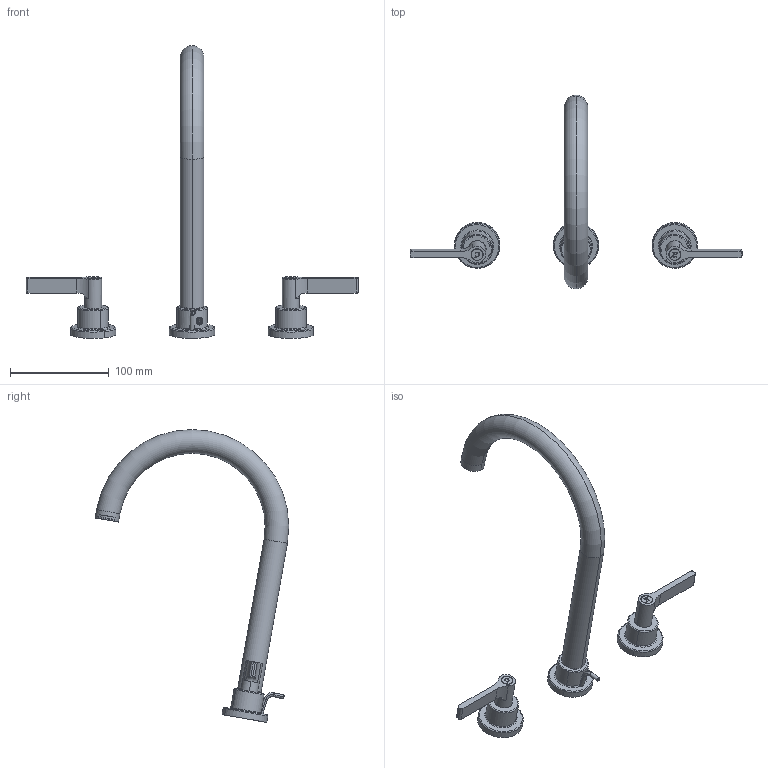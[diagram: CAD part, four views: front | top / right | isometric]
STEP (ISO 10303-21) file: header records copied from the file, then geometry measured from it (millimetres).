
FILE_DESCRIPTION(('CATIA V5 STEP Exchange','CAx-IF Rec.Pracs.--- Model Styling and Organization---1.5--- 2016-08-15','CAx-IF Rec.Pracs.---Supplemental Geometry---1.0---2011-11-01','CAx-IF Rec.Pracs.--- Composite Materials ---3.4---2017-06-13','CAx-IF Rec.Pracs.---Tessellated 3D Geometry---1.0---2015-12-17'),'2;1');
FILE_NAME('GL001060.stp','2023-02-03T08:23:48+00:00',('none'),('none'),'CATIA Version 5-6 Release 2020 SP2','CATIA V5 STEP AP242 v2','none');
FILE_SCHEMA(('AP242_MANAGED_MODEL_BASED_3D_ENGINEERING_MIM_LF {1 0 10303 442 1 1 4}'));
Length unit declared in the file: millimetre
Products named in the file (1): Product1_AllCATPart
Bounding box: 336 x 195.99 x 296.32 mm (x, y, z)
Volume: 118410 mm3; surface area: 101075.8 mm2
Topology: 13 solids, 13 shells, 1054 faces, 2981 edges, 1984 vertices
Faces by surface type: plane 691, cylinder 169, extrusion 106, cone 49, torus 38, bspline 1
Entity records: 34704 total; most frequent: CARTESIAN_POINT 8730, ORIENTED_EDGE 5954, DIRECTION 3910, EDGE_CURVE 2977, VERTEX_POINT 1984, VECTOR 1889, LINE 1783, AXIS2_PLACEMENT_3D 1401
